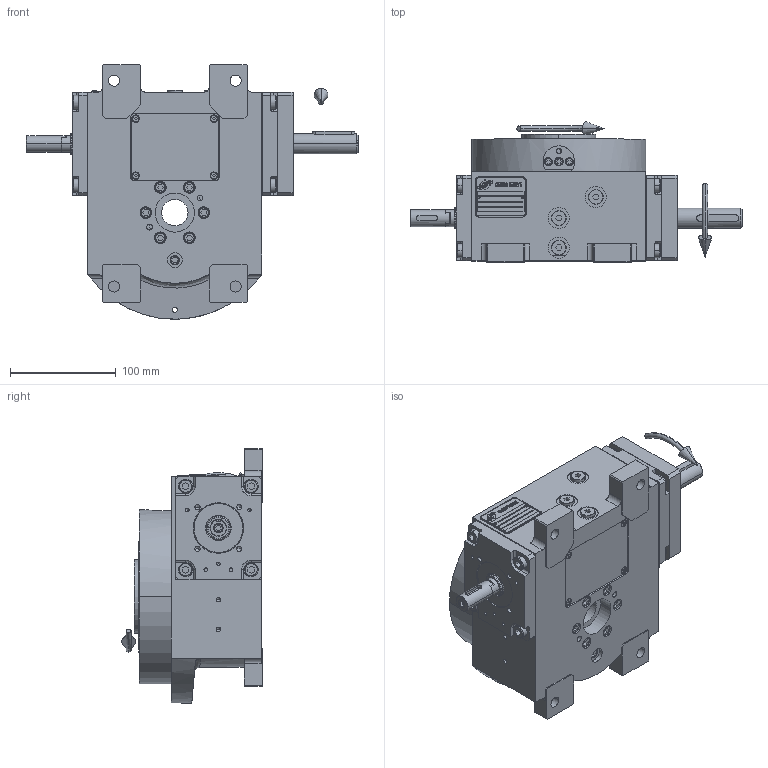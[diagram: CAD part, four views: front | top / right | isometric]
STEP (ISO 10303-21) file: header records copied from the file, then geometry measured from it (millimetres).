
FILE_DESCRIPTION (( 'STEP AP203' ), '1' );
FILE_NAME ('PC5200612.step', '2024-09-12T06:47:35', ( '' ), ( '' ), 'SwSTEP 2.0', 'SolidWorks 2020', '' );
FILE_SCHEMA (( 'CONFIG_CONTROL_DESIGN' ));
Length unit declared in the file: millimetre
Products named in the file (83): cfn2107_01_001; AS_rig04_004; rig04_004_s_001; cfn2000_01_151; cfn2104_01_016; cfn2276_01_065; RIG06_021_AF0.stp; AS_rig04_014_s_001; cfn2000_01_129; AS_rig04_004_s_002; cfn2115_02_182; cfn2000_01_147; cfn2000_01_161; rig04_014_s_001; RIG04_005_ASM.stp; AS_rig04_071_8_m; cfn2155_01_186; CFN2104_02_017.stp; cfn2151_01_087; cfn2128_04_011; freccia_angolare; cfn2003_01_063; PC5200612; rig04_003_8; rig04_071_8_m.stp; CFN2203_02_001.stp; cfn2155_01_055; freccia_angolare_albero; cfn2115_02_213; cfn2155_01_038; olio_agip_blasia_150; cfn2151_01_092; cfn2151_01_162; AS_rig04_002_bl_004; CFN2155_01_007.stp; CFN2356_03_051.stp; CFN2000_01_185.stp; 900_38_30_003; cfn2205_01_012; CFN2010_01_006.stp ...
Assembly tree (75 placements, depth 5):
  cfn2276_01_065
  cfn2151_01_087
  PC5200612
    rig04_001_a_s_012
    AS_cfn2476_01_001_48x38
      cfn2476_01_001_48x38
      cfn2107_01_001
      cfn2107_01_001
    AS_rig04_071_8_m
      rig04_071_8_m.stp
        RIG04_005_ASM.stp
          RIG04_005_AF0.stp
          RIG06_021_AF0.stp
          CFN2000_01_185.stp
          CFN2000_01_185.stp
          CFN2104_02_017.stp
        CFN2155_01_007.stp
        CFN2010_02_002.stp
      rig04_003_8
      cfn2000_01_147
      cfn2000_01_147
      cfn2000_01_147
      cfn2000_01_147
      cfn2000_01_147
      cfn2000_01_147
      cfn2000_01_147
      cfn2000_01_147
      cfn2104_01_016  x2
    AS_rig04_014_s_001
      rig04_014_s_001
      cfn2000_01_151
      cfn2000_01_151
      cfn2000_01_151
      cfn2000_01_151
      cfn2000_01_151
      cfn2000_01_151
      cfn2155_01_186
    AS_rig04_004_s_002
      rig04_004_s_002
      cfn2155_01_038
      cfn2070_05_001
      cfn2000_01_129
      cfn2000_01_129  x2
      cfn2000_01_129
    AS_rig04_004
      rig04_004
      cfn2155_01_055
      cfn2070_05_001
      cfn2000_01_129  x2
      cfn2000_01_129
      cfn2000_01_129
    AS_rig04_002_bl_004
      rig04_002_bl_004
      cfn2115_02_182
    AS_rig04_004_s_001
      rig04_004_s_001
      cfn2000_01_129
      cfn2000_01_129
      cfn2000_01_129  x2
    cfn2128_04_011
Bounding box: 314.5 x 133 x 241 mm (x, y, z)
Volume: 1417980.5 mm3; surface area: 447984 mm2
Topology: 78 solids, 78 shells, 2218 faces, 5378 edges, 3444 vertices
Faces by surface type: plane 1133, cylinder 691, cone 375, torus 12, sphere 6, bspline 1
Entity records: 72619 total; most frequent: CARTESIAN_POINT 13593, DIRECTION 10677, ORIENTED_EDGE 10146, EDGE_CURVE 5073, AXIS2_PLACEMENT_3D 3696, VERTEX_POINT 3299, LINE 3285, VECTOR 3285
